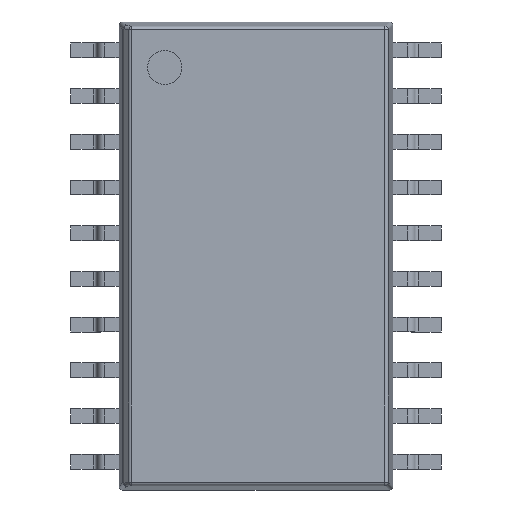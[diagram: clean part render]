
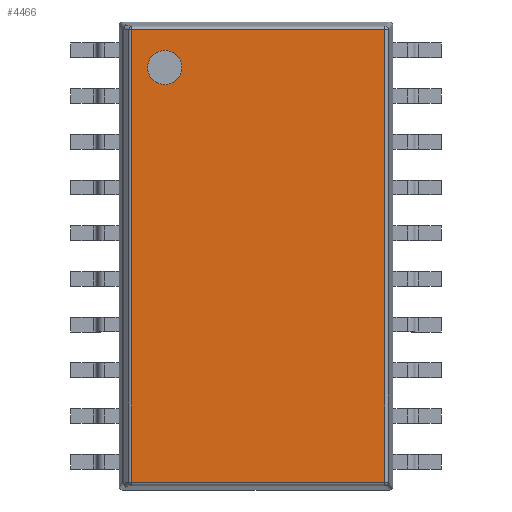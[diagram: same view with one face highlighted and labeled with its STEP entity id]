
A CAD part, top view. The second image highlights one B-rep face of the part: STEP entity #4466.
In plain terms, the highlighted planar face has unit normal (0, 0, 1).
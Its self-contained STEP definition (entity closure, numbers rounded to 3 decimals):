
#3507 = CYLINDRICAL_SURFACE('',#3508,0.1);
#3508 = AXIS2_PLACEMENT_3D('',#3509,#3510,#3511);
#3509 = CARTESIAN_POINT('',(0.3,0.219,2.55));
#3510 = DIRECTION('',(1.,0.,0.));
#3511 = DIRECTION('',(0.,-0.995,0.105));
#3656 = CYLINDRICAL_SURFACE('',#3657,0.1);
#3657 = AXIS2_PLACEMENT_3D('',#3658,#3659,#3660);
#3658 = CARTESIAN_POINT('',(0.3,12.781,2.55));
#3659 = DIRECTION('',(1.,0.,0.));
#3660 = DIRECTION('',(0.,0.995,0.105));
#3732 = CYLINDRICAL_SURFACE('',#3733,0.1);
#3733 = AXIS2_PLACEMENT_3D('',#3734,#3735,#3736);
#3734 = CARTESIAN_POINT('',(7.381,0.129,2.55));
#3735 = DIRECTION('',(0.,1.,0.));
#3736 = DIRECTION('',(0.995,0.,0.105));
#4035 = VERTEX_POINT('',#4036);
#4036 = CARTESIAN_POINT('',(7.381,0.219,2.65));
#4056 = EDGE_CURVE('',#4057,#4035,#4059,.T.);
#4057 = VERTEX_POINT('',#4058);
#4058 = CARTESIAN_POINT('',(0.341,0.219,2.65));
#4059 = SURFACE_CURVE('',#4060,(#4064,#4071),.PCURVE_S1.);
#4060 = LINE('',#4061,#4062);
#4061 = CARTESIAN_POINT('',(0.3,0.219,2.65));
#4062 = VECTOR('',#4063,1.);
#4063 = DIRECTION('',(1.,0.,0.));
#4064 = PCURVE('',#3507,#4065);
#4065 = DEFINITIONAL_REPRESENTATION('',(#4066),#4070);
#4066 = LINE('',#4067,#4068);
#4067 = CARTESIAN_POINT('',(4.817,0.));
#4068 = VECTOR('',#4069,1.);
#4069 = DIRECTION('',(0.,1.));
#4070 = ( GEOMETRIC_REPRESENTATION_CONTEXT(2) 
PARAMETRIC_REPRESENTATION_CONTEXT() REPRESENTATION_CONTEXT('2D SPACE',''
  ) );
#4071 = PCURVE('',#4072,#4077);
#4072 = PLANE('',#4073);
#4073 = AXIS2_PLACEMENT_3D('',#4074,#4075,#4076);
#4074 = CARTESIAN_POINT('',(0.,0.,2.65));
#4075 = DIRECTION('',(0.,0.,1.));
#4076 = DIRECTION('',(1.,0.,0.));
#4077 = DEFINITIONAL_REPRESENTATION('',(#4078),#4082);
#4078 = LINE('',#4079,#4080);
#4079 = CARTESIAN_POINT('',(0.3,0.219));
#4080 = VECTOR('',#4081,1.);
#4081 = DIRECTION('',(1.,0.));
#4082 = ( GEOMETRIC_REPRESENTATION_CONTEXT(2) 
PARAMETRIC_REPRESENTATION_CONTEXT() REPRESENTATION_CONTEXT('2D SPACE',''
  ) );
#4238 = VERTEX_POINT('',#4239);
#4239 = CARTESIAN_POINT('',(0.341,12.781,2.65));
#4276 = EDGE_CURVE('',#4238,#4277,#4279,.T.);
#4277 = VERTEX_POINT('',#4278);
#4278 = CARTESIAN_POINT('',(7.381,12.781,2.65));
#4279 = SURFACE_CURVE('',#4280,(#4284,#4291),.PCURVE_S1.);
#4280 = LINE('',#4281,#4282);
#4281 = CARTESIAN_POINT('',(0.3,12.781,2.65));
#4282 = VECTOR('',#4283,1.);
#4283 = DIRECTION('',(1.,0.,0.));
#4284 = PCURVE('',#3656,#4285);
#4285 = DEFINITIONAL_REPRESENTATION('',(#4286),#4290);
#4286 = LINE('',#4287,#4288);
#4287 = CARTESIAN_POINT('',(1.466,0.));
#4288 = VECTOR('',#4289,1.);
#4289 = DIRECTION('',(0.,1.));
#4290 = ( GEOMETRIC_REPRESENTATION_CONTEXT(2) 
PARAMETRIC_REPRESENTATION_CONTEXT() REPRESENTATION_CONTEXT('2D SPACE',''
  ) );
#4291 = PCURVE('',#4072,#4292);
#4292 = DEFINITIONAL_REPRESENTATION('',(#4293),#4297);
#4293 = LINE('',#4294,#4295);
#4294 = CARTESIAN_POINT('',(0.3,12.781));
#4295 = VECTOR('',#4296,1.);
#4296 = DIRECTION('',(1.,0.));
#4297 = ( GEOMETRIC_REPRESENTATION_CONTEXT(2) 
PARAMETRIC_REPRESENTATION_CONTEXT() REPRESENTATION_CONTEXT('2D SPACE',''
  ) );
#4342 = EDGE_CURVE('',#4035,#4277,#4343,.T.);
#4343 = SURFACE_CURVE('',#4344,(#4348,#4355),.PCURVE_S1.);
#4344 = LINE('',#4345,#4346);
#4345 = CARTESIAN_POINT('',(7.381,0.129,2.65));
#4346 = VECTOR('',#4347,1.);
#4347 = DIRECTION('',(0.,1.,0.));
#4348 = PCURVE('',#3732,#4349);
#4349 = DEFINITIONAL_REPRESENTATION('',(#4350),#4354);
#4350 = LINE('',#4351,#4352);
#4351 = CARTESIAN_POINT('',(4.817,0.));
#4352 = VECTOR('',#4353,1.);
#4353 = DIRECTION('',(0.,1.));
#4354 = ( GEOMETRIC_REPRESENTATION_CONTEXT(2) 
PARAMETRIC_REPRESENTATION_CONTEXT() REPRESENTATION_CONTEXT('2D SPACE',''
  ) );
#4355 = PCURVE('',#4072,#4356);
#4356 = DEFINITIONAL_REPRESENTATION('',(#4357),#4361);
#4357 = LINE('',#4358,#4359);
#4358 = CARTESIAN_POINT('',(7.381,0.129));
#4359 = VECTOR('',#4360,1.);
#4360 = DIRECTION('',(0.,1.));
#4361 = ( GEOMETRIC_REPRESENTATION_CONTEXT(2) 
PARAMETRIC_REPRESENTATION_CONTEXT() REPRESENTATION_CONTEXT('2D SPACE',''
  ) );
#4423 = CYLINDRICAL_SURFACE('',#4424,0.1);
#4424 = AXIS2_PLACEMENT_3D('',#4425,#4426,#4427);
#4425 = CARTESIAN_POINT('',(0.341,0.129,2.55));
#4426 = DIRECTION('',(0.,1.,0.));
#4427 = DIRECTION('',(-0.707,0.,0.707));
#4466 = ADVANCED_FACE('',(#4467,#4493),#4072,.T.);
#4467 = FACE_BOUND('',#4468,.T.);
#4468 = EDGE_LOOP('',(#4469,#4470,#4491,#4492));
#4469 = ORIENTED_EDGE('',*,*,#4276,.F.);
#4470 = ORIENTED_EDGE('',*,*,#4471,.F.);
#4471 = EDGE_CURVE('',#4057,#4238,#4472,.T.);
#4472 = SURFACE_CURVE('',#4473,(#4477,#4484),.PCURVE_S1.);
#4473 = LINE('',#4474,#4475);
#4474 = CARTESIAN_POINT('',(0.341,0.129,2.65));
#4475 = VECTOR('',#4476,1.);
#4476 = DIRECTION('',(0.,1.,0.));
#4477 = PCURVE('',#4072,#4478);
#4478 = DEFINITIONAL_REPRESENTATION('',(#4479),#4483);
#4479 = LINE('',#4480,#4481);
#4480 = CARTESIAN_POINT('',(0.341,0.129));
#4481 = VECTOR('',#4482,1.);
#4482 = DIRECTION('',(0.,1.));
#4483 = ( GEOMETRIC_REPRESENTATION_CONTEXT(2) 
PARAMETRIC_REPRESENTATION_CONTEXT() REPRESENTATION_CONTEXT('2D SPACE',''
  ) );
#4484 = PCURVE('',#4423,#4485);
#4485 = DEFINITIONAL_REPRESENTATION('',(#4486),#4490);
#4486 = LINE('',#4487,#4488);
#4487 = CARTESIAN_POINT('',(0.785,0.));
#4488 = VECTOR('',#4489,1.);
#4489 = DIRECTION('',(0.,1.));
#4490 = ( GEOMETRIC_REPRESENTATION_CONTEXT(2) 
PARAMETRIC_REPRESENTATION_CONTEXT() REPRESENTATION_CONTEXT('2D SPACE',''
  ) );
#4491 = ORIENTED_EDGE('',*,*,#4056,.T.);
#4492 = ORIENTED_EDGE('',*,*,#4342,.T.);
#4493 = FACE_BOUND('',#4494,.T.);
#4494 = EDGE_LOOP('',(#4495));
#4495 = ORIENTED_EDGE('',*,*,#4496,.F.);
#4496 = EDGE_CURVE('',#4497,#4497,#4499,.T.);
#4497 = VERTEX_POINT('',#4498);
#4498 = CARTESIAN_POINT('',(1.742,11.733,2.65));
#4499 = SURFACE_CURVE('',#4500,(#4505,#4512),.PCURVE_S1.);
#4500 = CIRCLE('',#4501,0.475);
#4501 = AXIS2_PLACEMENT_3D('',#4502,#4503,#4504);
#4502 = CARTESIAN_POINT('',(1.267,11.733,2.65));
#4503 = DIRECTION('',(0.,0.,1.));
#4504 = DIRECTION('',(1.,0.,0.));
#4505 = PCURVE('',#4072,#4506);
#4506 = DEFINITIONAL_REPRESENTATION('',(#4507),#4511);
#4507 = CIRCLE('',#4508,0.475);
#4508 = AXIS2_PLACEMENT_2D('',#4509,#4510);
#4509 = CARTESIAN_POINT('',(1.267,11.733));
#4510 = DIRECTION('',(1.,0.));
#4511 = ( GEOMETRIC_REPRESENTATION_CONTEXT(2) 
PARAMETRIC_REPRESENTATION_CONTEXT() REPRESENTATION_CONTEXT('2D SPACE',''
  ) );
#4512 = PCURVE('',#4513,#4518);
#4513 = CYLINDRICAL_SURFACE('',#4514,0.475);
#4514 = AXIS2_PLACEMENT_3D('',#4515,#4516,#4517);
#4515 = CARTESIAN_POINT('',(1.267,11.733,2.55));
#4516 = DIRECTION('',(0.,0.,1.));
#4517 = DIRECTION('',(1.,0.,0.));
#4518 = DEFINITIONAL_REPRESENTATION('',(#4519),#4523);
#4519 = LINE('',#4520,#4521);
#4520 = CARTESIAN_POINT('',(0.,0.1));
#4521 = VECTOR('',#4522,1.);
#4522 = DIRECTION('',(1.,0.));
#4523 = ( GEOMETRIC_REPRESENTATION_CONTEXT(2) 
PARAMETRIC_REPRESENTATION_CONTEXT() REPRESENTATION_CONTEXT('2D SPACE',''
  ) );
